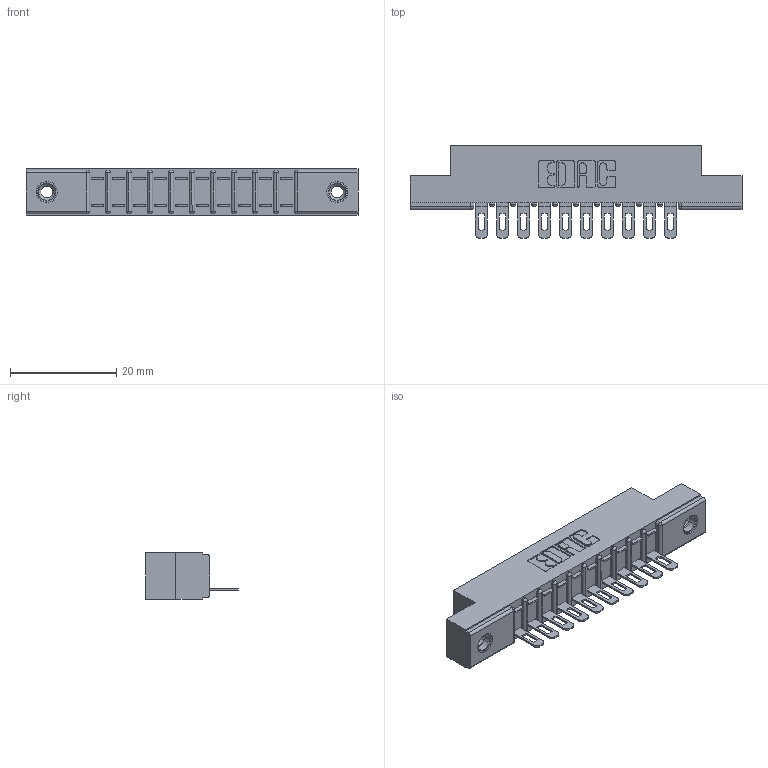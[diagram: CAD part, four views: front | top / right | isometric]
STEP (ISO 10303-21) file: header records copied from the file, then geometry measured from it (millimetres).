
FILE_DESCRIPTION (( 'STEP AP203' ), '1' );
FILE_NAME ('307-010-401-108.STEP', '2020-09-25T07:52:29', ( '' ), ( '' ), 'SwSTEP 2.0', 'SolidWorks 2020', '' );
FILE_SCHEMA (( 'CONFIG_CONTROL_DESIGN' ));
Length unit declared in the file: inch
Products named in the file (4): 307-010-401-108; 307 Part_.156 Dia Mounting Holes; 345-250-001_345-250-003-102; 307-290-002_501
Assembly tree (13 placements, depth 2):
  307-010-401-108
    307 Part_.156 Dia Mounting Holes
    307-290-002_501  x10
    345-250-001_345-250-003-102  x2
Bounding box: 62.64 x 17.42 x 8.71 mm (x, y, z)
Volume: 4131.1 mm3; surface area: 6932.5 mm2
Topology: 13 solids, 13 shells, 949 faces, 2839 edges, 1854 vertices
Faces by surface type: plane 542, cylinder 369, sphere 22, cone 12, torus 4
Entity records: 14497 total; most frequent: CARTESIAN_POINT 2419, ORIENTED_EDGE 2402, DIRECTION 2379, EDGE_CURVE 1201, LINE 899, VECTOR 899, VERTEX_POINT 780, AXIS2_PLACEMENT_3D 740
